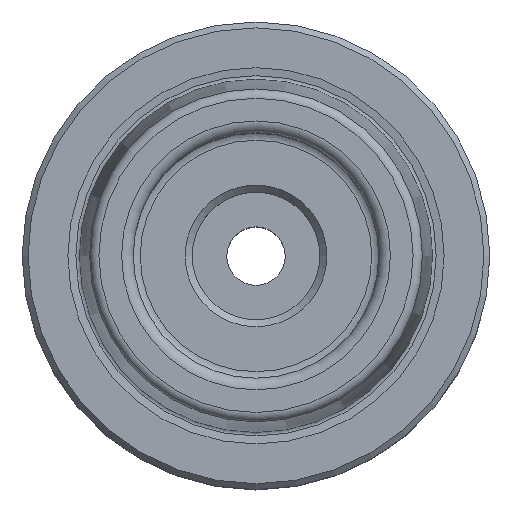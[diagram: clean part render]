
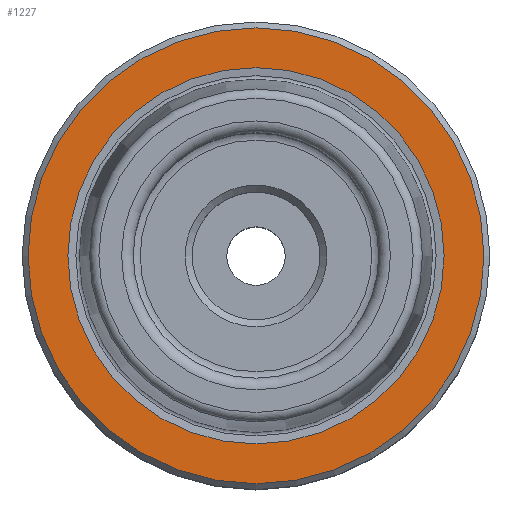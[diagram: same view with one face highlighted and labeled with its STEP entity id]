
A CAD part, top view. The second image highlights one B-rep face of the part: STEP entity #1227.
In plain terms, the highlighted planar face has unit normal (0, 0, 1).
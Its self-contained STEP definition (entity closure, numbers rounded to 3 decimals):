
#66=PLANE('',#1336);
#134=ORIENTED_EDGE('',*,*,#245,.T.);
#135=ORIENTED_EDGE('',*,*,#244,.F.);
#244=EDGE_CURVE('',#313,#313,#382,.T.);
#245=EDGE_CURVE('',#314,#314,#383,.T.);
#313=VERTEX_POINT('',#1787);
#314=VERTEX_POINT('',#1790);
#382=CIRCLE('',#1335,16.094);
#383=CIRCLE('',#1337,19.5);
#479=EDGE_LOOP('',(#134));
#480=EDGE_LOOP('',(#135));
#617=FACE_BOUND('',#479,.T.);
#618=FACE_BOUND('',#480,.T.);
#1227=ADVANCED_FACE('',(#617,#618),#66,.T.);
#1335=AXIS2_PLACEMENT_3D('',#1786,#1540,#1541);
#1336=AXIS2_PLACEMENT_3D('',#1788,#1542,#1543);
#1337=AXIS2_PLACEMENT_3D('',#1789,#1544,#1545);
#1540=DIRECTION('',(0.,0.,1.));
#1541=DIRECTION('',(1.,0.,0.));
#1542=DIRECTION('',(0.,0.,1.));
#1543=DIRECTION('',(1.,0.,0.));
#1544=DIRECTION('',(0.,0.,1.));
#1545=DIRECTION('',(1.,0.,0.));
#1786=CARTESIAN_POINT('',(0.,0.,0.));
#1787=CARTESIAN_POINT('',(16.094,0.,0.));
#1788=CARTESIAN_POINT('',(19.5,0.,0.));
#1789=CARTESIAN_POINT('',(0.,0.,0.));
#1790=CARTESIAN_POINT('',(19.5,0.,0.));
